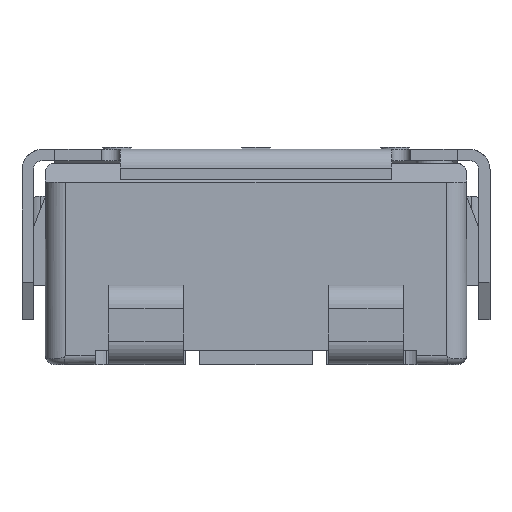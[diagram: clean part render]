
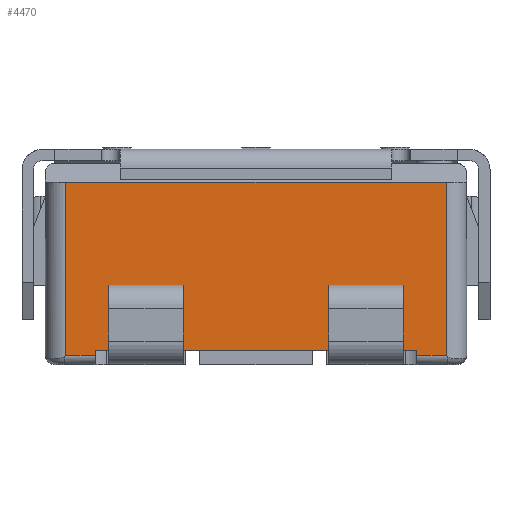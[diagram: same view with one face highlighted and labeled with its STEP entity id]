
A CAD part, front view. The second image highlights one B-rep face of the part: STEP entity #4470.
In plain terms, the highlighted planar face has unit normal (0, -1, 0).
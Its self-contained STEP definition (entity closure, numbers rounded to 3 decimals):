
#639=ORIENTED_EDGE('',*,*,#1903,.F.);
#640=ORIENTED_EDGE('',*,*,#1904,.T.);
#641=ORIENTED_EDGE('',*,*,#1905,.F.);
#642=ORIENTED_EDGE('',*,*,#1906,.F.);
#643=ORIENTED_EDGE('',*,*,#1907,.F.);
#644=ORIENTED_EDGE('',*,*,#1908,.T.);
#645=ORIENTED_EDGE('',*,*,#1909,.F.);
#646=ORIENTED_EDGE('',*,*,#1910,.F.);
#647=ORIENTED_EDGE('',*,*,#1911,.F.);
#648=ORIENTED_EDGE('',*,*,#1912,.T.);
#649=ORIENTED_EDGE('',*,*,#1913,.T.);
#650=ORIENTED_EDGE('',*,*,#1914,.T.);
#651=ORIENTED_EDGE('',*,*,#1915,.T.);
#652=ORIENTED_EDGE('',*,*,#1916,.T.);
#653=ORIENTED_EDGE('',*,*,#1917,.T.);
#654=ORIENTED_EDGE('',*,*,#1866,.F.);
#655=ORIENTED_EDGE('',*,*,#1918,.T.);
#656=ORIENTED_EDGE('',*,*,#1919,.T.);
#657=ORIENTED_EDGE('',*,*,#1920,.F.);
#658=ORIENTED_EDGE('',*,*,#1858,.F.);
#1858=EDGE_CURVE('',#2507,#2509,#2934,.T.);
#1866=EDGE_CURVE('',#2516,#2513,#2937,.T.);
#1903=EDGE_CURVE('',#2543,#2544,#2956,.T.);
#1904=EDGE_CURVE('',#2543,#2545,#2957,.T.);
#1905=EDGE_CURVE('',#2546,#2545,#2958,.T.);
#1906=EDGE_CURVE('',#2544,#2546,#2959,.T.);
#1907=EDGE_CURVE('',#2547,#2548,#2960,.T.);
#1908=EDGE_CURVE('',#2547,#2549,#2961,.T.);
#1909=EDGE_CURVE('',#2550,#2549,#2962,.T.);
#1910=EDGE_CURVE('',#2548,#2550,#2963,.T.);
#1911=EDGE_CURVE('',#2551,#2507,#2964,.T.);
#1912=EDGE_CURVE('',#2551,#2552,#2965,.T.);
#1913=EDGE_CURVE('',#2552,#2553,#2966,.T.);
#1914=EDGE_CURVE('',#2553,#2554,#2967,.T.);
#1915=EDGE_CURVE('',#2554,#2555,#2968,.T.);
#1916=EDGE_CURVE('',#2555,#2556,#2969,.T.);
#1917=EDGE_CURVE('',#2556,#2513,#2970,.T.);
#1918=EDGE_CURVE('',#2516,#2557,#2971,.T.);
#1919=EDGE_CURVE('',#2557,#2558,#2972,.T.);
#1920=EDGE_CURVE('',#2509,#2558,#2973,.T.);
#2507=VERTEX_POINT('',#8195);
#2509=VERTEX_POINT('',#8198);
#2513=VERTEX_POINT('',#8210);
#2516=VERTEX_POINT('',#8219);
#2543=VERTEX_POINT('',#8305);
#2544=VERTEX_POINT('',#8306);
#2545=VERTEX_POINT('',#8308);
#2546=VERTEX_POINT('',#8310);
#2547=VERTEX_POINT('',#8313);
#2548=VERTEX_POINT('',#8314);
#2549=VERTEX_POINT('',#8316);
#2550=VERTEX_POINT('',#8318);
#2551=VERTEX_POINT('',#8321);
#2552=VERTEX_POINT('',#8323);
#2553=VERTEX_POINT('',#8325);
#2554=VERTEX_POINT('',#8327);
#2555=VERTEX_POINT('',#8329);
#2556=VERTEX_POINT('',#8331);
#2557=VERTEX_POINT('',#8334);
#2558=VERTEX_POINT('',#8336);
#2934=LINE('',#8197,#3390);
#2937=LINE('',#8220,#3393);
#2956=LINE('',#8304,#3412);
#2957=LINE('',#8307,#3413);
#2958=LINE('',#8309,#3414);
#2959=LINE('',#8311,#3415);
#2960=LINE('',#8312,#3416);
#2961=LINE('',#8315,#3417);
#2962=LINE('',#8317,#3418);
#2963=LINE('',#8319,#3419);
#2964=LINE('',#8320,#3420);
#2965=LINE('',#8322,#3421);
#2966=LINE('',#8324,#3422);
#2967=LINE('',#8326,#3423);
#2968=LINE('',#8328,#3424);
#2969=LINE('',#8330,#3425);
#2970=LINE('',#8332,#3426);
#2971=LINE('',#8333,#3427);
#2972=LINE('',#8335,#3428);
#2973=LINE('',#8337,#3429);
#3390=VECTOR('',#6837,1000.);
#3393=VECTOR('',#6848,1000.);
#3412=VECTOR('',#6913,1000.);
#3413=VECTOR('',#6914,1000.);
#3414=VECTOR('',#6915,1000.);
#3415=VECTOR('',#6916,1000.);
#3416=VECTOR('',#6917,1000.);
#3417=VECTOR('',#6918,1000.);
#3418=VECTOR('',#6919,1000.);
#3419=VECTOR('',#6920,1000.);
#3420=VECTOR('',#6921,1000.);
#3421=VECTOR('',#6922,1000.);
#3422=VECTOR('',#6923,1000.);
#3423=VECTOR('',#6924,1000.);
#3424=VECTOR('',#6925,1000.);
#3425=VECTOR('',#6926,1000.);
#3426=VECTOR('',#6927,1000.);
#3427=VECTOR('',#6928,1000.);
#3428=VECTOR('',#6929,1000.);
#3429=VECTOR('',#6930,1000.);
#3793=EDGE_LOOP('',(#639,#640,#641,#642));
#3794=EDGE_LOOP('',(#643,#644,#645,#646));
#3795=EDGE_LOOP('',(#647,#648,#649,#650,#651,#652,#653,#654,#655,#656,#657,
#658));
#4061=FACE_BOUND('',#3793,.T.);
#4062=FACE_BOUND('',#3794,.T.);
#4063=FACE_BOUND('',#3795,.T.);
#4307=PLANE('',#6248);
#4470=ADVANCED_FACE('',(#4061,#4062,#4063),#4307,.F.);
#6248=AXIS2_PLACEMENT_3D('',#8303,#6911,#6912);
#6837=DIRECTION('',(-1.,0.,0.));
#6848=DIRECTION('',(-1.,0.,0.));
#6911=DIRECTION('',(0.,1.,0.));
#6912=DIRECTION('',(0.,0.,1.));
#6913=DIRECTION('',(-1.,0.,0.));
#6914=DIRECTION('',(0.,0.,-1.));
#6915=DIRECTION('',(1.,0.,0.));
#6916=DIRECTION('',(0.,0.,-1.));
#6917=DIRECTION('',(-1.,0.,0.));
#6918=DIRECTION('',(0.,0.,-1.));
#6919=DIRECTION('',(1.,0.,0.));
#6920=DIRECTION('',(0.,0.,-1.));
#6921=DIRECTION('',(0.,0.,-1.));
#6922=DIRECTION('',(1.,0.,0.));
#6923=DIRECTION('',(1.,0.,0.));
#6924=DIRECTION('',(1.,0.,0.));
#6925=DIRECTION('',(1.,0.,0.));
#6926=DIRECTION('',(1.,0.,0.));
#6927=DIRECTION('',(0.,0.,-1.));
#6928=DIRECTION('',(0.,0.,1.));
#6929=DIRECTION('',(-1.,0.,0.));
#6930=DIRECTION('',(0.,0.,1.));
#8195=CARTESIAN_POINT('',(-1.72,-2.25,-2.2));
#8197=CARTESIAN_POINT('',(2.25,-2.25,-2.2));
#8198=CARTESIAN_POINT('',(-2.03,-2.25,-2.2));
#8210=CARTESIAN_POINT('',(1.72,-2.25,-2.2));
#8219=CARTESIAN_POINT('',(2.03,-2.25,-2.2));
#8220=CARTESIAN_POINT('',(2.25,-2.25,-2.2));
#8303=CARTESIAN_POINT('',(2.25,-2.25,-0.35));
#8304=CARTESIAN_POINT('',(2.25,-2.25,-1.45));
#8305=CARTESIAN_POINT('',(1.575,-2.25,-1.45));
#8306=CARTESIAN_POINT('',(0.775,-2.25,-1.45));
#8307=CARTESIAN_POINT('',(1.575,-2.25,-0.35));
#8308=CARTESIAN_POINT('',(1.575,-2.25,-1.6));
#8309=CARTESIAN_POINT('',(2.25,-2.25,-1.6));
#8310=CARTESIAN_POINT('',(0.775,-2.25,-1.6));
#8311=CARTESIAN_POINT('',(0.775,-2.25,-0.35));
#8312=CARTESIAN_POINT('',(2.25,-2.25,-1.45));
#8313=CARTESIAN_POINT('',(-0.775,-2.25,-1.45));
#8314=CARTESIAN_POINT('',(-1.575,-2.25,-1.45));
#8315=CARTESIAN_POINT('',(-0.775,-2.25,-0.35));
#8316=CARTESIAN_POINT('',(-0.775,-2.25,-1.6));
#8317=CARTESIAN_POINT('',(2.25,-2.25,-1.6));
#8318=CARTESIAN_POINT('',(-1.575,-2.25,-1.6));
#8319=CARTESIAN_POINT('',(-1.575,-2.25,-0.35));
#8320=CARTESIAN_POINT('',(-1.72,-2.25,-2.15));
#8321=CARTESIAN_POINT('',(-1.72,-2.25,-2.15));
#8322=CARTESIAN_POINT('',(-1.72,-2.25,-2.15));
#8323=CARTESIAN_POINT('',(-1.575,-2.25,-2.15));
#8324=CARTESIAN_POINT('',(-1.72,-2.25,-2.15));
#8325=CARTESIAN_POINT('',(-0.775,-2.25,-2.15));
#8326=CARTESIAN_POINT('',(-1.72,-2.25,-2.15));
#8327=CARTESIAN_POINT('',(0.775,-2.25,-2.15));
#8328=CARTESIAN_POINT('',(-1.72,-2.25,-2.15));
#8329=CARTESIAN_POINT('',(1.575,-2.25,-2.15));
#8330=CARTESIAN_POINT('',(-1.72,-2.25,-2.15));
#8331=CARTESIAN_POINT('',(1.72,-2.25,-2.15));
#8332=CARTESIAN_POINT('',(1.72,-2.25,-2.15));
#8333=CARTESIAN_POINT('',(2.03,-2.25,-2.73));
#8334=CARTESIAN_POINT('',(2.03,-2.25,-0.35));
#8335=CARTESIAN_POINT('',(2.25,-2.25,-0.35));
#8336=CARTESIAN_POINT('',(-2.03,-2.25,-0.35));
#8337=CARTESIAN_POINT('',(-2.03,-2.25,-2.73));
